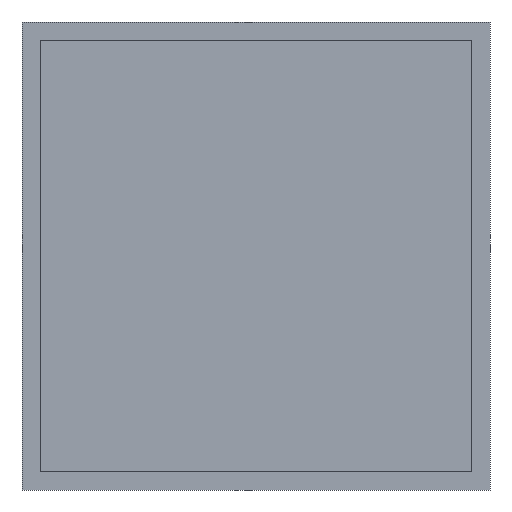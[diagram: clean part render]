
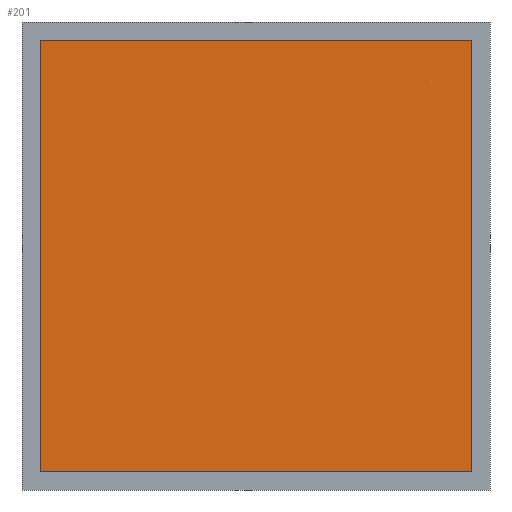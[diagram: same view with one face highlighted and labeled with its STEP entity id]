
A CAD part, front view. The second image highlights one B-rep face of the part: STEP entity #201.
In plain terms, the highlighted planar face has unit normal (0, -1, 0).
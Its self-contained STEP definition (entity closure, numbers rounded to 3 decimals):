
#64=ORIENTED_EDGE('',*,*,#85,.F.);
#65=ORIENTED_EDGE('',*,*,#91,.F.);
#66=ORIENTED_EDGE('',*,*,#89,.F.);
#67=ORIENTED_EDGE('',*,*,#87,.F.);
#85=EDGE_CURVE('',#104,#105,#125,.T.);
#87=EDGE_CURVE('',#105,#106,#127,.T.);
#89=EDGE_CURVE('',#106,#107,#129,.T.);
#91=EDGE_CURVE('',#107,#104,#131,.T.);
#104=VERTEX_POINT('',#311);
#105=VERTEX_POINT('',#313);
#106=VERTEX_POINT('',#317);
#107=VERTEX_POINT('',#321);
#125=LINE('',#312,#149);
#127=LINE('',#316,#151);
#129=LINE('',#320,#153);
#131=LINE('',#324,#155);
#149=VECTOR('',#259,1000.);
#151=VECTOR('',#263,1000.);
#153=VECTOR('',#267,1000.);
#155=VECTOR('',#271,1000.);
#167=EDGE_LOOP('',(#64,#65,#66,#67));
#179=FACE_BOUND('',#167,.T.);
#190=PLANE('',#225);
#201=ADVANCED_FACE('',(#179),#190,.F.);
#225=AXIS2_PLACEMENT_3D('',#325,#272,#273);
#259=DIRECTION('',(-1.,0.,0.));
#263=DIRECTION('',(0.,0.,1.));
#267=DIRECTION('',(1.,0.,0.));
#271=DIRECTION('',(0.,0.,-1.));
#272=DIRECTION('',(0.,1.,0.));
#273=DIRECTION('',(0.,0.,1.));
#311=CARTESIAN_POINT('',(274.5,2.,-274.5));
#312=CARTESIAN_POINT('',(274.5,2.,-274.5));
#313=CARTESIAN_POINT('',(-274.5,2.,-274.5));
#316=CARTESIAN_POINT('',(-274.5,2.,-274.5));
#317=CARTESIAN_POINT('',(-274.5,2.,274.5));
#320=CARTESIAN_POINT('',(-274.5,2.,274.5));
#321=CARTESIAN_POINT('',(274.5,2.,274.5));
#324=CARTESIAN_POINT('',(274.5,2.,274.5));
#325=CARTESIAN_POINT('',(0.,2.,0.));
